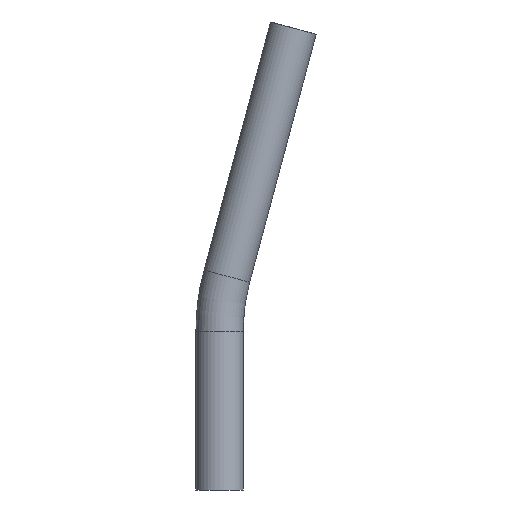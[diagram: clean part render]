
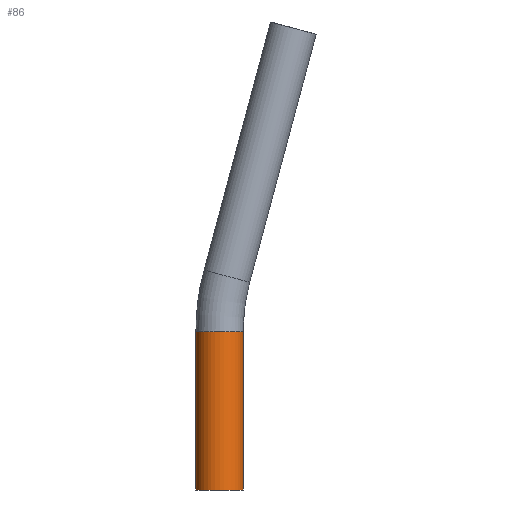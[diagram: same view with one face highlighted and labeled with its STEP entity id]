
A CAD part, left-side view. The second image highlights one B-rep face of the part: STEP entity #86.
In plain terms, the highlighted cylindrical face has radius 8 mm (diameter 16 mm), a full revolution.
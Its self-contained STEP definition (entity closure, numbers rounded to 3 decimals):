
#86 = ADVANCED_FACE( '', ( #132, #133 ), #134, .T. );
#132 = FACE_OUTER_BOUND( '', #199, .T. );
#133 = FACE_OUTER_BOUND( '', #200, .T. );
#134 = CYLINDRICAL_SURFACE( '', #201, 8. );
#199 = EDGE_LOOP( '', ( #296 ) );
#200 = EDGE_LOOP( '', ( #297 ) );
#201 = AXIS2_PLACEMENT_3D( '', #298, #299, #300 );
#296 = ORIENTED_EDGE( '', *, *, #379, .F. );
#297 = ORIENTED_EDGE( '', *, *, #378, .T. );
#298 = CARTESIAN_POINT( '', ( -85., 0., 0. ) );
#299 = DIRECTION( '', ( 0., 0., -1. ) );
#300 = DIRECTION( '', ( -1., 0., 0. ) );
#378 = EDGE_CURVE( '', #422, #422, #423, .F. );
#379 = EDGE_CURVE( '', #424, #424, #425, .F. );
#422 = VERTEX_POINT( '', #772 );
#423 = CIRCLE( '', #773, 8. );
#424 = VERTEX_POINT( '', #774 );
#425 = CIRCLE( '', #775, 8. );
#772 = CARTESIAN_POINT( '', ( -77., 0., 0. ) );
#773 = AXIS2_PLACEMENT_3D( '', #924, #925, #926 );
#774 = CARTESIAN_POINT( '', ( -77., 0., 53.655 ) );
#775 = AXIS2_PLACEMENT_3D( '', #927, #928, #929 );
#924 = CARTESIAN_POINT( '', ( -85., 0., 0. ) );
#925 = DIRECTION( '', ( 0., 0., -1. ) );
#926 = DIRECTION( '', ( 1., 0., 0. ) );
#927 = CARTESIAN_POINT( '', ( -85., 0., 53.655 ) );
#928 = DIRECTION( '', ( 0., 0., -1. ) );
#929 = DIRECTION( '', ( 1., 0., 0. ) );
